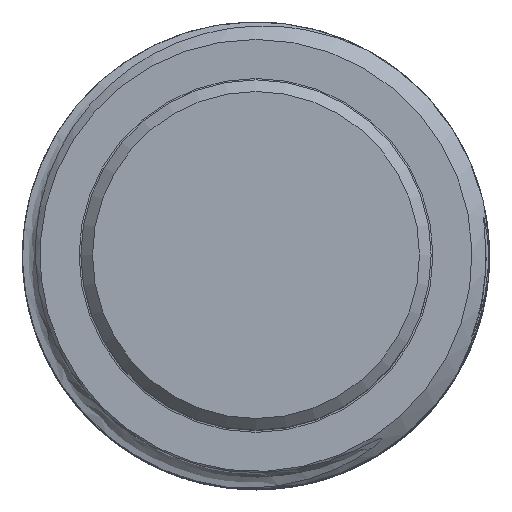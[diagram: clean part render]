
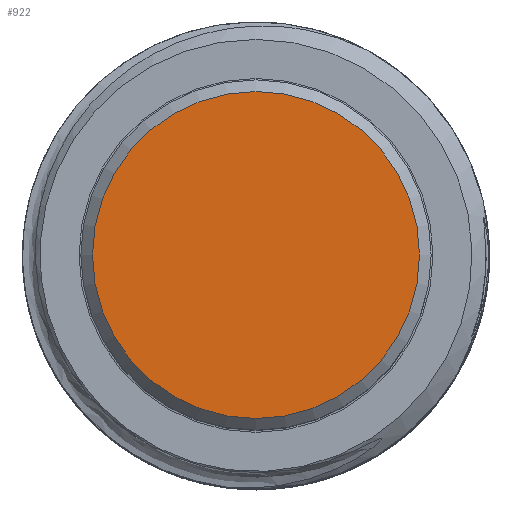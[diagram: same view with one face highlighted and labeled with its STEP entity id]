
A CAD part, top view. The second image highlights one B-rep face of the part: STEP entity #922.
In plain terms, the highlighted planar face has unit normal (0, 0, 1).
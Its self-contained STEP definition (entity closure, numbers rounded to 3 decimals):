
#158=PLANE('',#954);
#264=VERTEX_POINT('',#58961);
#280=CIRCLE('',#953,14.);
#423=EDGE_CURVE('',#264,#264,#280,.T.);
#702=ORIENTED_EDGE('',*,*,#423,.F.);
#783=EDGE_LOOP('',(#702));
#857=FACE_BOUND('',#783,.T.);
#922=ADVANCED_FACE('',(#857),#158,.T.);
#953=AXIS2_PLACEMENT_3D('',#58960,#60879,#60880);
#954=AXIS2_PLACEMENT_3D('',#58962,#60881,$);
#58960=CARTESIAN_POINT('',(0.,0.,0.));
#58961=CARTESIAN_POINT('',(0.,14.,0.));
#58962=CARTESIAN_POINT('',(0.,7.5,0.));
#60879=DIRECTION('',(0.,0.,-1.));
#60880=DIRECTION('',(0.,-14.,0.));
#60881=DIRECTION('',(0.,0.,1.));
